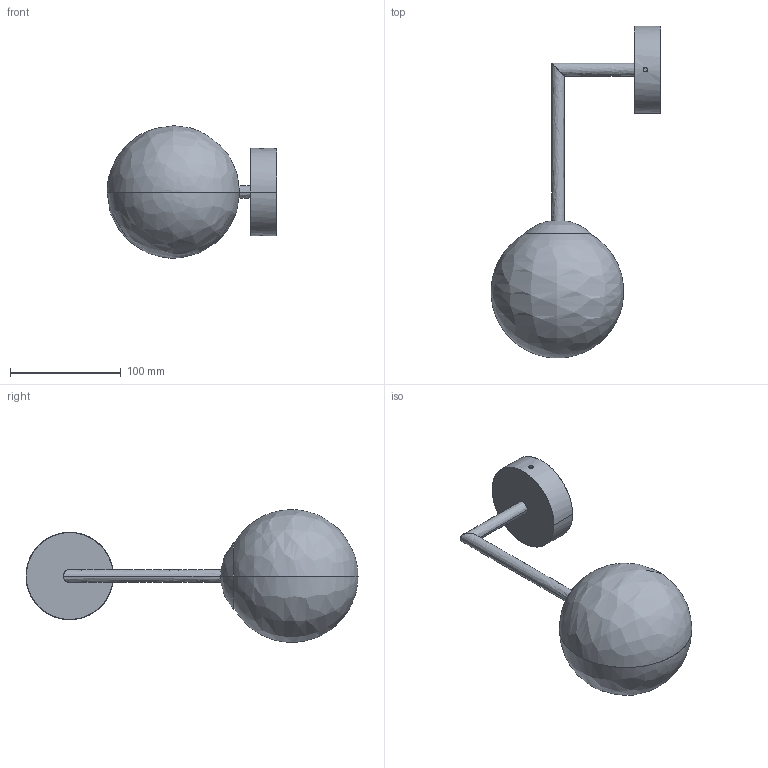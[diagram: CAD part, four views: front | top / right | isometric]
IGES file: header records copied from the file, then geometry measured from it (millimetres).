
Start section:  PTC IGES file: 6821_asm.igs
Global section: file name: 31H63504 63505.igs; native system: Rhinoceros ( Mar 10 2014 ); preprocessor: Trout Lake IGES 012 Mar 10 2014; date: 190701.072127; units: inch
Bounding box: 153.54 x 300.27 x 119.92 mm (x, y, z)
Surface area: 145967.5 mm2 (no closed solid volume)
Topology: 0 solids, 0 shells, 191 faces, 2360 edges, 2356 vertices
Faces by surface type: bspline 191
